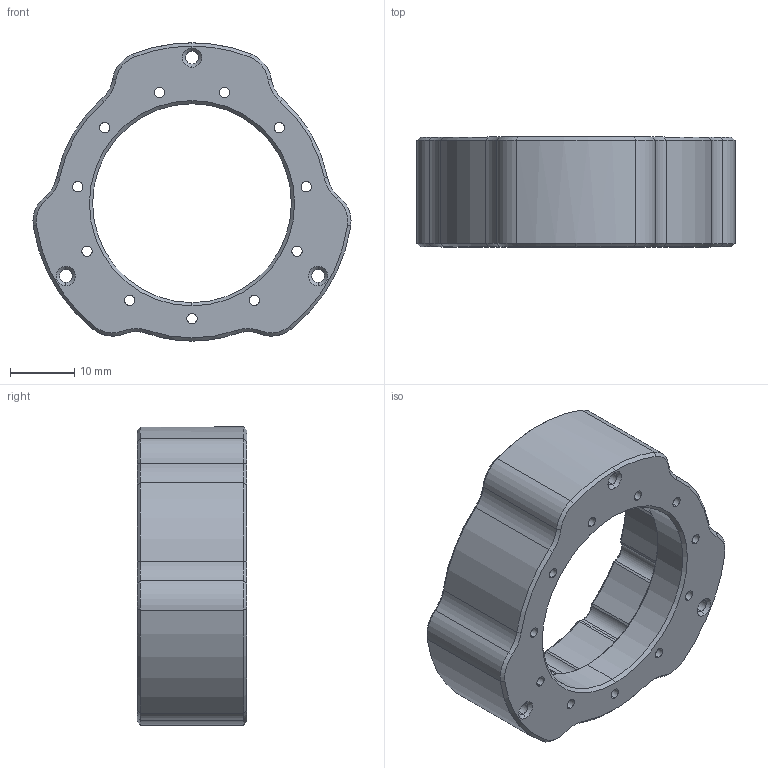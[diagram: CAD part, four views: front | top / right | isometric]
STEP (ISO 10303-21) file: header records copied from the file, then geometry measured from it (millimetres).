
FILE_DESCRIPTION (( 'STEP AP203' ), '1' );
FILE_NAME ('渀喘釱.S', '2024-03-14T18:45:02', ( '' ), ( '' ), 'SwSTEP 2.0', 'SolidWorks 2022', '' );
FILE_SCHEMA (( 'CONFIG_CONTROL_DESIGN' ));
Length unit declared in the file: millimetre
Products named in the file (1): 针齿座Y×ùY_á¨′
Bounding box: 49.59 x 17.1 x 46.5 mm (x, y, z)
Volume: 11618.6 mm3; surface area: 7098.5 mm2
Topology: 1 solids, 1 shells, 291 faces, 688 edges, 399 vertices
Faces by surface type: cone 117, cylinder 84, plane 68, bspline 22
Entity records: 9129 total; most frequent: CARTESIAN_POINT 2273, DIRECTION 1500, ORIENTED_EDGE 1376, EDGE_CURVE 688, AXIS2_PLACEMENT_3D 600, VERTEX_POINT 399, CIRCLE 330, EDGE_LOOP 321
